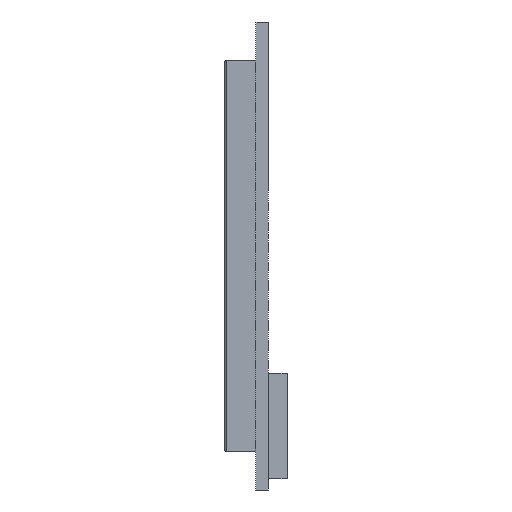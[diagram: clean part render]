
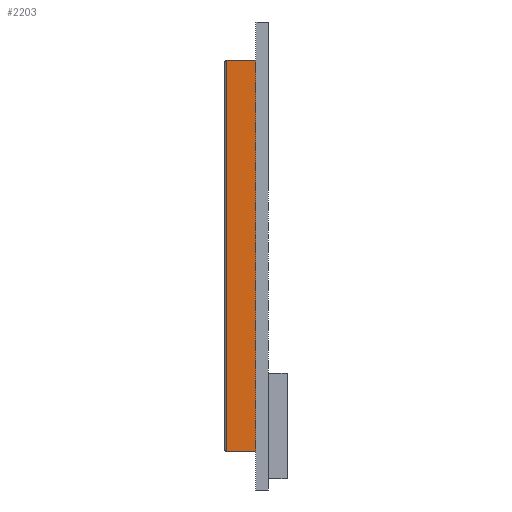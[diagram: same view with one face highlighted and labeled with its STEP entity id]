
A CAD part, left-side view. The second image highlights one B-rep face of the part: STEP entity #2203.
In plain terms, the highlighted planar face has unit normal (-1, 0, 0).
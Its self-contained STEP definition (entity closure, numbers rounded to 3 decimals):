
#73 = EDGE_CURVE ( 'NONE', #2931, #3741, #322, .T. ) ;
#322 = LINE ( 'NONE', #3127, #3989 ) ;
#342 = VECTOR ( 'NONE', #3108, 1000. ) ;
#419 = CARTESIAN_POINT ( 'NONE',  ( -32.15, 1.6, -25.1 ) ) ;
#468 = DIRECTION ( 'NONE',  ( 0., 0., -1. ) ) ;
#595 = CARTESIAN_POINT ( 'NONE',  ( -32.15, 5.6, -25.1 ) ) ;
#611 = AXIS2_PLACEMENT_3D ( 'NONE', #595, #921, #4401 ) ;
#620 = PLANE ( 'NONE',  #611 ) ;
#855 = VECTOR ( 'NONE', #3910, 1000. ) ;
#868 = ORIENTED_EDGE ( 'NONE', *, *, #3288, .T. ) ;
#921 = DIRECTION ( 'NONE',  ( 1., 0., 0. ) ) ;
#1040 = CARTESIAN_POINT ( 'NONE',  ( -32.15, 5.35, 25.1 ) ) ;
#1120 = LINE ( 'NONE', #3866, #855 ) ;
#1289 = FACE_OUTER_BOUND ( 'NONE', #4101, .T. ) ;
#1399 = EDGE_CURVE ( 'NONE', #4357, #3741, #1426, .T. ) ;
#1401 = DIRECTION ( 'NONE',  ( 0., 0., 1. ) ) ;
#1426 = LINE ( 'NONE', #3813, #342 ) ;
#1900 = CARTESIAN_POINT ( 'NONE',  ( -32.15, 5.35, -25.1 ) ) ;
#2203 = ADVANCED_FACE ( 'NONE', ( #1289 ), #620, .F. ) ;
#2870 = VECTOR ( 'NONE', #468, 1000. ) ;
#2931 = VERTEX_POINT ( 'NONE', #419 ) ;
#3092 = EDGE_CURVE ( 'NONE', #3268, #2931, #1120, .T. ) ;
#3108 = DIRECTION ( 'NONE',  ( 0., -1., 0. ) ) ;
#3127 = CARTESIAN_POINT ( 'NONE',  ( -32.15, 1.6, -25.1 ) ) ;
#3268 = VERTEX_POINT ( 'NONE', #4337 ) ;
#3288 = EDGE_CURVE ( 'NONE', #4357, #3268, #3617, .T. ) ;
#3528 = CARTESIAN_POINT ( 'NONE',  ( -32.15, 1.6, 25.1 ) ) ;
#3617 = LINE ( 'NONE', #1900, #2870 ) ;
#3645 = ORIENTED_EDGE ( 'NONE', *, *, #3092, .T. ) ;
#3741 = VERTEX_POINT ( 'NONE', #3528 ) ;
#3813 = CARTESIAN_POINT ( 'NONE',  ( -32.15, 5.6, 25.1 ) ) ;
#3866 = CARTESIAN_POINT ( 'NONE',  ( -32.15, 5.6, -25.1 ) ) ;
#3910 = DIRECTION ( 'NONE',  ( 0., -1., 0. ) ) ;
#3989 = VECTOR ( 'NONE', #1401, 1000. ) ;
#4101 = EDGE_LOOP ( 'NONE', ( #4390, #868, #3645, #4196 ) ) ;
#4196 = ORIENTED_EDGE ( 'NONE', *, *, #73, .T. ) ;
#4337 = CARTESIAN_POINT ( 'NONE',  ( -32.15, 5.35, -25.1 ) ) ;
#4357 = VERTEX_POINT ( 'NONE', #1040 ) ;
#4390 = ORIENTED_EDGE ( 'NONE', *, *, #1399, .F. ) ;
#4401 = DIRECTION ( 'NONE',  ( 0., 0., -1. ) ) ;
